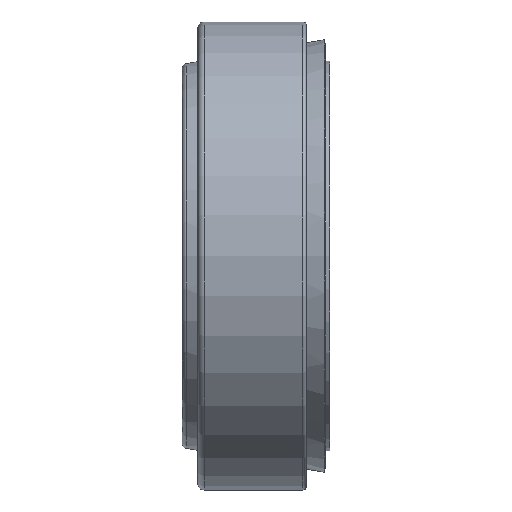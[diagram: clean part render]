
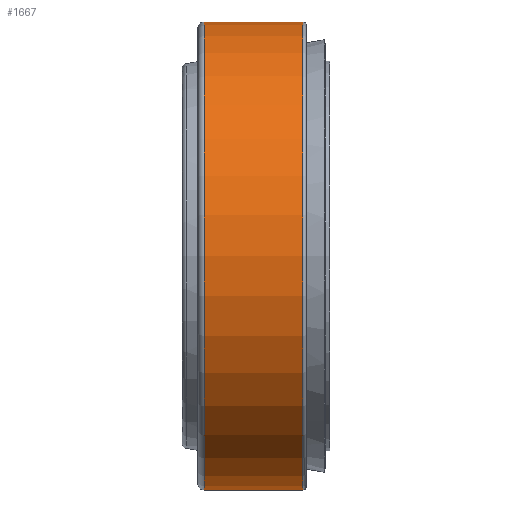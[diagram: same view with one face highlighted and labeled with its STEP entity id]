
A CAD part, top view. The second image highlights one B-rep face of the part: STEP entity #1667.
In plain terms, the highlighted cylindrical face has radius 55 mm (diameter 110 mm), a partial arc.
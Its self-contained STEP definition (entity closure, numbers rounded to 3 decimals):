
#1667=ADVANCED_FACE('',(#3313),#3314,.T.);
#3313=FACE_OUTER_BOUND('',#4979,.T.);
#3314=CYLINDRICAL_SURFACE('',#4980,55.0);
#4979=EDGE_LOOP('',(#9407,#9408,#9409,#9410));
#4980=AXIS2_PLACEMENT_3D('',#9411,#9412,#9413);
#9407=ORIENTED_EDGE('',*,*,#10471,.T.);
#9408=ORIENTED_EDGE('',*,*,#11151,.F.);
#9409=ORIENTED_EDGE('',*,*,#10473,.T.);
#9410=ORIENTED_EDGE('',*,*,#11149,.T.);
#9411=CARTESIAN_POINT('',(13.13,0.0,0.0));
#9412=DIRECTION('',(1.0,0.0,0.0));
#9413=DIRECTION('',(0.0,1.0,0.));
#10471=EDGE_CURVE('',#12664,#12655,#12665,.T.);
#10473=EDGE_CURVE('',#12658,#12666,#12668,.T.);
#11149=EDGE_CURVE('',#12666,#12664,#13670,.T.);
#11151=EDGE_CURVE('',#12658,#12655,#13672,.T.);
#12655=VERTEX_POINT('',#15700);
#12658=VERTEX_POINT('',#15703);
#12664=VERTEX_POINT('',#15709);
#12665=LINE('',#15710,#15711);
#12666=VERTEX_POINT('',#15712);
#12668=LINE('',#15714,#15715);
#13670=CIRCLE('',#17167,55.0);
#13672=CIRCLE('',#17169,55.0);
#15700=CARTESIAN_POINT('',(1.52,55.0,0.));
#15703=CARTESIAN_POINT('',(1.52,-55.0,0.));
#15709=CARTESIAN_POINT('',(24.74,55.0,0.));
#15710=CARTESIAN_POINT('',(13.13,55.0,0.));
#15711=VECTOR('',#18236,1.0);
#15712=CARTESIAN_POINT('',(24.74,-55.0,0.));
#15714=CARTESIAN_POINT('',(13.13,-55.0,0.));
#15715=VECTOR('',#18240,1.0);
#17167=AXIS2_PLACEMENT_3D('',#18814,#18815,#18816);
#17169=AXIS2_PLACEMENT_3D('',#18817,#18818,#18819);
#18236=DIRECTION('',(-1.0,0.0,0.0));
#18240=DIRECTION('',(1.0,0.0,0.0));
#18814=CARTESIAN_POINT('',(24.74,0.0,0.0));
#18815=DIRECTION('',(-1.0,0.0,0.0));
#18816=DIRECTION('',(0.0,1.0,0.));
#18817=CARTESIAN_POINT('',(1.52,0.0,0.0));
#18818=DIRECTION('',(-1.0,0.0,0.0));
#18819=DIRECTION('',(0.0,1.0,0.));
